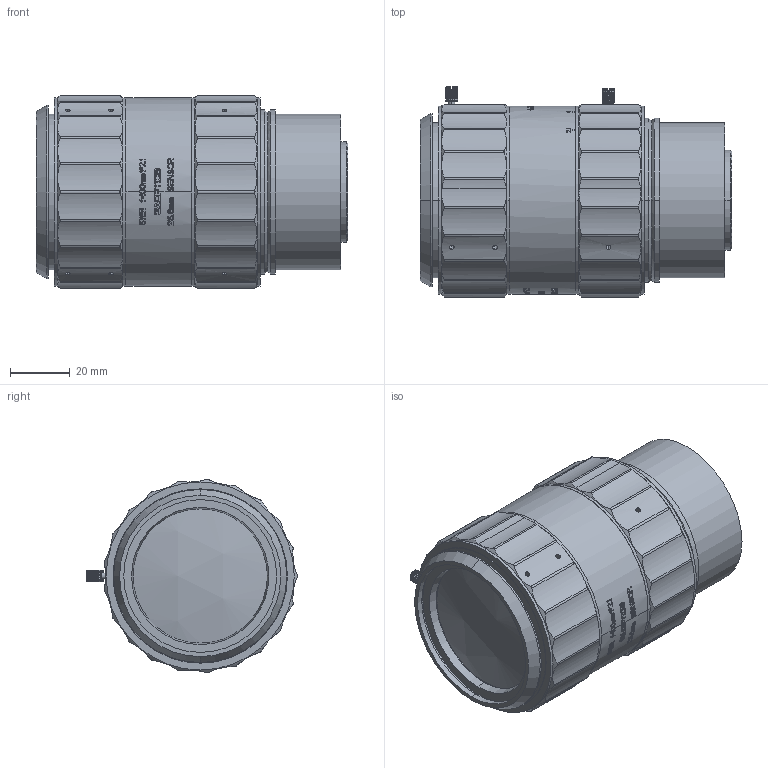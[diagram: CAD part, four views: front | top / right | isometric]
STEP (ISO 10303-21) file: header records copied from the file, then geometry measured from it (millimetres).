
FILE_DESCRIPTION(/* description */ (''),/* implementation_level */ '2;1');
FILE_NAME(/* name */ '680010.step',/* time_stamp */ '2021-08-05T17:27:55+08:00',/* author */ (''),/* organization */ (''),/* preprocessor_version */ 'ST-DEVELOPER v16',/* originating_system */ 'SIEMENS PLM Software NX 10.0',/* authorisation */ '');
FILE_SCHEMA (('AUTOMOTIVE_DESIGN { 1 0 10303 214 3 1 1 1 }'));
Length unit declared in the file: millimetre
Products named in the file (1): 680010_step
Bounding box: 104.47 x 70.5 x 64.82 mm (x, y, z)
Volume: 276133.8 mm3; surface area: 84084.5 mm2
Topology: 8 solids, 8 shells, 2018 faces, 5702 edges, 3794 vertices
Faces by surface type: bspline 1020, plane 661, cylinder 299, cone 34, torus 2, sphere 2
Full cylindrical faces by diameter (mm): 52 x1
Entity records: 92846 total; most frequent: CARTESIAN_POINT 47462, ORIENTED_EDGE 11402, DIRECTION 6104, EDGE_CURVE 5701, VERTEX_POINT 3794, LINE 2450, VECTOR 2450, B_SPLINE_CURVE_WITH_KNOTS 2423
